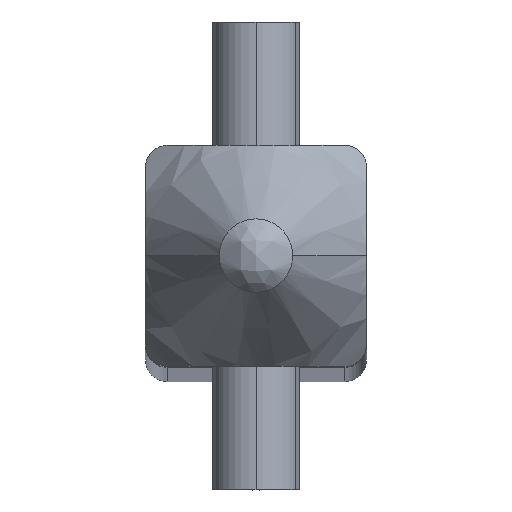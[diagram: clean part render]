
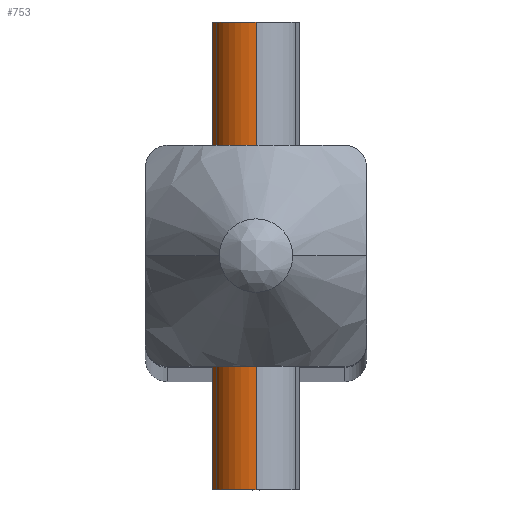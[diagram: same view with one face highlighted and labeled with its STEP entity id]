
A CAD part, top view. The second image highlights one B-rep face of the part: STEP entity #753.
In plain terms, the highlighted cylindrical face has radius 2 mm (diameter 4 mm), a partial arc.
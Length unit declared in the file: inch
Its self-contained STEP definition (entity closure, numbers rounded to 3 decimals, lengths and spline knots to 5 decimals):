
#18 = EDGE_CURVE ( 'NONE', #271, #1035, #214, .T. ) ;
#77 = DIRECTION ( 'NONE',  ( 0., 0., 1. ) ) ;
#88 = EDGE_LOOP ( 'NONE', ( #189, #882, #696, #1149 ) ) ;
#189 = ORIENTED_EDGE ( 'NONE', *, *, #318, .T. ) ;
#211 = CARTESIAN_POINT ( 'NONE',  ( 0., -0.42323, 15.65476 ) ) ;
#214 = LINE ( 'NONE', #1042, #415 ) ;
#233 = VERTEX_POINT ( 'NONE', #878 ) ;
#250 = CARTESIAN_POINT ( 'NONE',  ( 0., -0.42323, 15.65476 ) ) ;
#266 = EDGE_CURVE ( 'NONE', #233, #271, #914, .T. ) ;
#271 = VERTEX_POINT ( 'NONE', #800 ) ;
#318 = EDGE_CURVE ( 'NONE', #1035, #1293, #372, .T. ) ;
#367 = DIRECTION ( 'NONE',  ( 0., 1., 0. ) ) ;
#372 = CIRCLE ( 'NONE', #1057, 0.07874 ) ;
#379 = LINE ( 'NONE', #250, #1023 ) ;
#386 = DIRECTION ( 'NONE',  ( 0., 1., 0. ) ) ;
#388 = DIRECTION ( 'NONE',  ( 0., 0., 1. ) ) ;
#415 = VECTOR ( 'NONE', #496, 39.37008 ) ;
#465 = DIRECTION ( 'NONE',  ( 0., -1., 0. ) ) ;
#496 = DIRECTION ( 'NONE',  ( 0., -1., 0. ) ) ;
#634 = AXIS2_PLACEMENT_3D ( 'NONE', #1032, #386, #77 ) ;
#696 = ORIENTED_EDGE ( 'NONE', *, *, #266, .T. ) ;
#713 = FACE_OUTER_BOUND ( 'NONE', #88, .T. ) ;
#753 = ADVANCED_FACE ( 'NONE', ( #713 ), #1119, .T. ) ;
#793 = CARTESIAN_POINT ( 'NONE',  ( 0., 0.42323, 15.57602 ) ) ;
#800 = CARTESIAN_POINT ( 'NONE',  ( -0.00591, 0.42323, 15.49751 ) ) ;
#833 = AXIS2_PLACEMENT_3D ( 'NONE', #793, #465, #1201 ) ;
#878 = CARTESIAN_POINT ( 'NONE',  ( 0., 0.42323, 15.65476 ) ) ;
#882 = ORIENTED_EDGE ( 'NONE', *, *, #969, .T. ) ;
#914 = CIRCLE ( 'NONE', #833, 0.07874 ) ;
#969 = EDGE_CURVE ( 'NONE', #1293, #233, #379, .T. ) ;
#1023 = VECTOR ( 'NONE', #1092, 39.37008 ) ;
#1032 = CARTESIAN_POINT ( 'NONE',  ( 0., -0.42323, 15.57602 ) ) ;
#1035 = VERTEX_POINT ( 'NONE', #1275 ) ;
#1042 = CARTESIAN_POINT ( 'NONE',  ( -0.00591, -0.42323, 15.49751 ) ) ;
#1057 = AXIS2_PLACEMENT_3D ( 'NONE', #1143, #367, #388 ) ;
#1092 = DIRECTION ( 'NONE',  ( 0., 1., 0. ) ) ;
#1119 = CYLINDRICAL_SURFACE ( 'NONE', #634, 0.07874 ) ;
#1143 = CARTESIAN_POINT ( 'NONE',  ( 0., -0.42323, 15.57602 ) ) ;
#1149 = ORIENTED_EDGE ( 'NONE', *, *, #18, .T. ) ;
#1201 = DIRECTION ( 'NONE',  ( 0., 0., 1. ) ) ;
#1275 = CARTESIAN_POINT ( 'NONE',  ( -0.00591, -0.42323, 15.49751 ) ) ;
#1293 = VERTEX_POINT ( 'NONE', #211 ) ;
